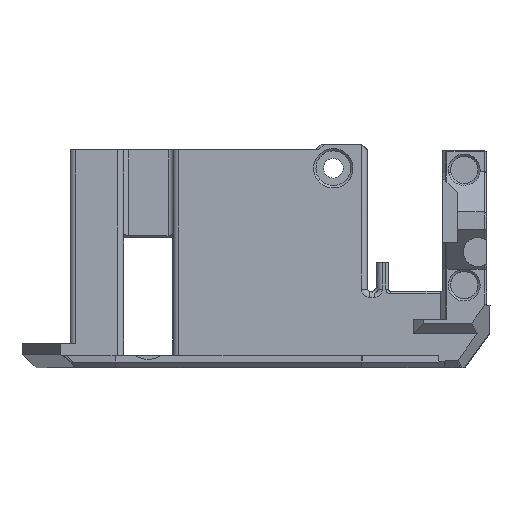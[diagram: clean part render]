
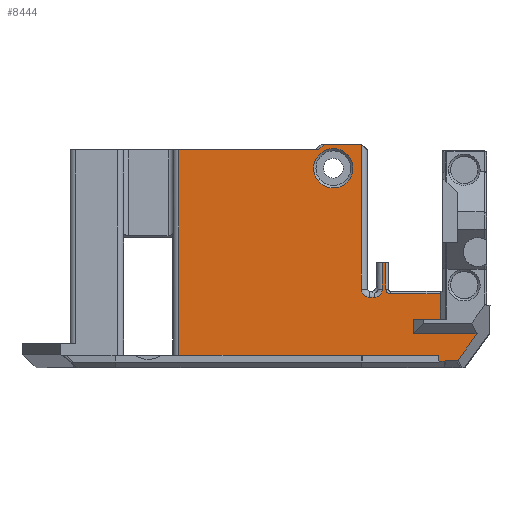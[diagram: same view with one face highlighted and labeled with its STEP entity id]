
A CAD part, left-side view. The second image highlights one B-rep face of the part: STEP entity #8444.
In plain terms, the highlighted planar face has unit normal (-1, 0, 0).
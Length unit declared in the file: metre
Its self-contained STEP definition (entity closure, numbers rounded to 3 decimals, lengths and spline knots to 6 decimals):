
#235=ELLIPSE('',#9175,0.000602,0.0004);
#236=ELLIPSE('',#9178,0.000567,0.0004);
#597=LINE('',#11802,#1354);
#607=LINE('',#11844,#1364);
#630=LINE('',#11943,#1387);
#632=LINE('',#11959,#1389);
#643=LINE('',#11997,#1400);
#650=LINE('',#12013,#1407);
#654=LINE('',#12024,#1411);
#656=LINE('',#12035,#1413);
#706=LINE('',#12328,#1463);
#924=LINE('',#14596,#1681);
#930=LINE('',#14606,#1687);
#1018=LINE('',#14909,#1775);
#1065=LINE('',#15330,#1822);
#1115=LINE('',#15750,#1872);
#1167=LINE('',#15938,#1924);
#1173=LINE('',#15951,#1930);
#1240=LINE('',#16132,#1997);
#1244=LINE('',#16142,#2001);
#1262=LINE('',#16200,#2019);
#1354=VECTOR('',#9428,1.);
#1364=VECTOR('',#9472,1.);
#1387=VECTOR('',#9543,1.);
#1389=VECTOR('',#9551,1.);
#1400=VECTOR('',#9586,1.);
#1407=VECTOR('',#9599,1.);
#1411=VECTOR('',#9607,1.);
#1413=VECTOR('',#9617,1.);
#1463=VECTOR('',#9753,1.);
#1681=VECTOR('',#10451,1.);
#1687=VECTOR('',#10461,1.);
#1775=VECTOR('',#10669,1.);
#1822=VECTOR('',#10824,1.);
#1872=VECTOR('',#10974,1.);
#1924=VECTOR('',#11162,1.);
#1930=VECTOR('',#11172,1.);
#1997=VECTOR('',#11335,1.);
#2001=VECTOR('',#11345,1.);
#2019=VECTOR('',#11421,1.);
#4288=ORIENTED_EDGE('',*,*,#4639,.F.);
#4289=ORIENTED_EDGE('',*,*,#5738,.F.);
#4290=ORIENTED_EDGE('',*,*,#5611,.T.);
#4291=ORIENTED_EDGE('',*,*,#5710,.F.);
#4292=ORIENTED_EDGE('',*,*,#5709,.F.);
#4293=ORIENTED_EDGE('',*,*,#5706,.F.);
#4294=ORIENTED_EDGE('',*,*,#5704,.F.);
#4295=ORIENTED_EDGE('',*,*,#5209,.F.);
#4296=ORIENTED_EDGE('',*,*,#4730,.F.);
#4297=ORIENTED_EDGE('',*,*,#5215,.F.);
#4298=ORIENTED_EDGE('',*,*,#4818,.F.);
#4299=ORIENTED_EDGE('',*,*,#4735,.F.);
#4300=ORIENTED_EDGE('',*,*,#4817,.F.);
#4301=ORIENTED_EDGE('',*,*,#4699,.F.);
#4302=ORIENTED_EDGE('',*,*,#4722,.T.);
#4303=ORIENTED_EDGE('',*,*,#4704,.F.);
#4304=ORIENTED_EDGE('',*,*,#4816,.F.);
#4305=ORIENTED_EDGE('',*,*,#4740,.F.);
#4306=ORIENTED_EDGE('',*,*,#4743,.F.);
#4307=ORIENTED_EDGE('',*,*,#4659,.F.);
#4308=ORIENTED_EDGE('',*,*,#4640,.F.);
#4309=ORIENTED_EDGE('',*,*,#5332,.F.);
#4310=ORIENTED_EDGE('',*,*,#5423,.T.);
#4311=ORIENTED_EDGE('',*,*,#5512,.F.);
#4312=ORIENTED_EDGE('',*,*,#5605,.F.);
#4639=EDGE_CURVE('',#5871,#5871,#6619,.T.);
#4640=EDGE_CURVE('',#5872,#5873,#597,.T.);
#4659=EDGE_CURVE('',#5873,#5887,#607,.T.);
#4699=EDGE_CURVE('',#5915,#5916,#630,.T.);
#4704=EDGE_CURVE('',#5920,#5921,#632,.T.);
#4722=EDGE_CURVE('',#5915,#5921,#643,.T.);
#4730=EDGE_CURVE('',#5938,#5939,#650,.T.);
#4735=EDGE_CURVE('',#5942,#5943,#654,.T.);
#4740=EDGE_CURVE('',#5947,#5948,#656,.T.);
#4743=EDGE_CURVE('',#5887,#5947,#6647,.T.);
#4816=EDGE_CURVE('',#5948,#5920,#6661,.T.);
#4817=EDGE_CURVE('',#5916,#5942,#6662,.T.);
#4818=EDGE_CURVE('',#5943,#6001,#706,.T.);
#5209=EDGE_CURVE('',#5939,#6239,#924,.T.);
#5215=EDGE_CURVE('',#6001,#5938,#930,.T.);
#5332=EDGE_CURVE('',#6314,#5872,#1018,.T.);
#5423=EDGE_CURVE('',#6314,#6367,#1065,.T.);
#5512=EDGE_CURVE('',#6423,#6367,#1115,.T.);
#5605=EDGE_CURVE('',#6487,#6423,#1167,.T.);
#5611=EDGE_CURVE('',#6493,#6492,#1173,.T.);
#5704=EDGE_CURVE('',#6239,#6559,#1240,.T.);
#5706=EDGE_CURVE('',#6559,#6560,#235,.T.);
#5709=EDGE_CURVE('',#6560,#6561,#1244,.T.);
#5710=EDGE_CURVE('',#6561,#6492,#236,.T.);
#5738=EDGE_CURVE('',#6493,#6487,#1262,.T.);
#5871=VERTEX_POINT('',#11800);
#5872=VERTEX_POINT('',#11803);
#5873=VERTEX_POINT('',#11804);
#5887=VERTEX_POINT('',#11845);
#5915=VERTEX_POINT('',#11942);
#5916=VERTEX_POINT('',#11944);
#5920=VERTEX_POINT('',#11958);
#5921=VERTEX_POINT('',#11960);
#5938=VERTEX_POINT('',#12014);
#5939=VERTEX_POINT('',#12015);
#5942=VERTEX_POINT('',#12023);
#5943=VERTEX_POINT('',#12025);
#5947=VERTEX_POINT('',#12034);
#5948=VERTEX_POINT('',#12036);
#6001=VERTEX_POINT('',#12329);
#6239=VERTEX_POINT('',#14597);
#6314=VERTEX_POINT('',#14908);
#6367=VERTEX_POINT('',#15329);
#6423=VERTEX_POINT('',#15749);
#6487=VERTEX_POINT('',#15937);
#6492=VERTEX_POINT('',#15950);
#6493=VERTEX_POINT('',#15952);
#6559=VERTEX_POINT('',#16133);
#6560=VERTEX_POINT('',#16137);
#6561=VERTEX_POINT('',#16141);
#6619=CIRCLE('',#8540,0.0034);
#6647=CIRCLE('',#8609,0.0014);
#6661=CIRCLE('',#8646,0.0014);
#6662=CIRCLE('',#8648,0.0008);
#7231=EDGE_LOOP('',(#4288));
#7232=EDGE_LOOP('',(#4289,#4290,#4291,#4292,#4293,#4294,#4295,#4296,#4297,
#4298,#4299,#4300,#4301,#4302,#4303,#4304,#4305,#4306,#4307,#4308,#4309,
#4310,#4311,#4312));
#7729=FACE_BOUND('',#7231,.T.);
#7730=FACE_BOUND('',#7232,.T.);
#7999=PLANE('',#9210);
#8444=ADVANCED_FACE('',(#7729,#7730),#7999,.T.);
#8540=AXIS2_PLACEMENT_3D('',#11799,#9424,#9425);
#8609=AXIS2_PLACEMENT_3D('',#12046,#9622,#9623);
#8646=AXIS2_PLACEMENT_3D('',#12324,#9745,#9746);
#8648=AXIS2_PLACEMENT_3D('',#12326,#9749,#9750);
#9175=AXIS2_PLACEMENT_3D('',#16136,#11339,#11340);
#9178=AXIS2_PLACEMENT_3D('',#16144,#11348,#11349);
#9210=AXIS2_PLACEMENT_3D('',#16209,#11433,#11434);
#9424=DIRECTION('',(-1.,0.,0.));
#9425=DIRECTION('',(0.,-1.,0.));
#9428=DIRECTION('',(0.,-1.,0.));
#9472=DIRECTION('',(0.,0.,-1.));
#9543=DIRECTION('',(0.,0.,-1.));
#9551=DIRECTION('',(0.,0.,1.));
#9586=DIRECTION('',(0.,1.,0.));
#9599=DIRECTION('',(0.,0.,-1.));
#9607=DIRECTION('',(0.,-1.,0.));
#9617=DIRECTION('',(0.,-1.,0.));
#9622=DIRECTION('',(-1.,0.,0.));
#9623=DIRECTION('',(0.,1.,0.));
#9745=DIRECTION('',(-1.,0.,0.));
#9746=DIRECTION('',(0.,1.,0.));
#9749=DIRECTION('',(-1.,0.,0.));
#9750=DIRECTION('',(0.,-1.,0.));
#9753=DIRECTION('',(0.,0.,-1.));
#10451=DIRECTION('',(0.,-1.,0.));
#10461=DIRECTION('',(0.,1.,0.));
#10669=DIRECTION('',(0.,-0.707,0.707));
#10824=DIRECTION('',(0.,1.,0.));
#10974=DIRECTION('',(0.,0.,1.));
#11162=DIRECTION('',(0.,1.,0.));
#11172=DIRECTION('',(0.,-0.984,0.176));
#11335=DIRECTION('',(0.,0.581,-0.814));
#11339=DIRECTION('',(1.,0.,0.));
#11340=DIRECTION('',(0.,0.458,0.889));
#11345=DIRECTION('',(0.,1.,0.));
#11348=DIRECTION('',(-1.,0.,0.));
#11349=DIRECTION('',(0.,0.09,-0.996));
#11421=DIRECTION('',(0.,0.,1.));
#11433=DIRECTION('',(-1.,0.,0.));
#11434=DIRECTION('',(0.,-1.,0.));
#11799=CARTESIAN_POINT('',(-0.126684,0.18142,0.034464));
#11800=CARTESIAN_POINT('',(-0.126684,0.17802,0.034464));
#11802=CARTESIAN_POINT('',(-0.126684,0.18867,0.03863));
#11803=CARTESIAN_POINT('',(-0.126684,0.182963,0.03863));
#11804=CARTESIAN_POINT('',(-0.126684,0.176554,0.03863));
#11844=CARTESIAN_POINT('',(-0.126684,0.176554,0.014308));
#11845=CARTESIAN_POINT('',(-0.126684,0.176554,0.0136));
#11942=CARTESIAN_POINT('',(-0.126684,0.172346,0.0182));
#11943=CARTESIAN_POINT('',(-0.126684,0.172346,0.0082));
#11944=CARTESIAN_POINT('',(-0.126684,0.172346,0.0136));
#11958=CARTESIAN_POINT('',(-0.126684,0.172946,0.0136));
#11959=CARTESIAN_POINT('',(-0.126684,0.172946,0.0052));
#11960=CARTESIAN_POINT('',(-0.126684,0.172946,0.0182));
#11997=CARTESIAN_POINT('',(-0.126684,0.209879,0.0182));
#12013=CARTESIAN_POINT('',(-0.126684,0.167621,0.0045));
#12014=CARTESIAN_POINT('',(-0.126684,0.167621,0.0084));
#12015=CARTESIAN_POINT('',(-0.126684,0.167621,0.0059));
#12023=CARTESIAN_POINT('',(-0.126684,0.171546,0.0128));
#12024=CARTESIAN_POINT('',(-0.126684,0.187188,0.0128));
#12025=CARTESIAN_POINT('',(-0.126684,0.162965,0.0128));
#12034=CARTESIAN_POINT('',(-0.126684,0.175154,0.0122));
#12035=CARTESIAN_POINT('',(-0.126684,0.187188,0.0122));
#12036=CARTESIAN_POINT('',(-0.126684,0.174346,0.0122));
#12046=CARTESIAN_POINT('',(-0.126684,0.175154,0.0136));
#12324=CARTESIAN_POINT('',(-0.126684,0.174346,0.0136));
#12326=CARTESIAN_POINT('',(-0.126684,0.171546,0.0136));
#12328=CARTESIAN_POINT('',(-0.126684,0.162965,0.019315));
#12329=CARTESIAN_POINT('',(-0.126684,0.162965,0.0084));
#14596=CARTESIAN_POINT('',(-0.126684,0.161641,0.0059));
#14597=CARTESIAN_POINT('',(-0.126684,0.156605,0.0059));
#14606=CARTESIAN_POINT('',(-0.126684,0.167721,0.0084));
#14908=CARTESIAN_POINT('',(-0.126684,0.183965,0.03763));
#14909=CARTESIAN_POINT('',(-0.126684,0.198941,0.022652));
#15329=CARTESIAN_POINT('',(-0.126684,0.208129,0.03763));
#15330=CARTESIAN_POINT('',(-0.126684,0.209879,0.03763));
#15749=CARTESIAN_POINT('',(-0.126684,0.208129,0.0022));
#15750=CARTESIAN_POINT('',(-0.126684,0.208129,0.020415));
#15937=CARTESIAN_POINT('',(-0.126684,0.16318,0.0022));
#15938=CARTESIAN_POINT('',(-0.126684,0.19717,0.0022));
#15950=CARTESIAN_POINT('',(-0.126684,0.162126,0.001195));
#15951=CARTESIAN_POINT('',(-0.126684,0.208044,-0.007036));
#15952=CARTESIAN_POINT('',(-0.126684,0.16318,0.001006));
#16132=CARTESIAN_POINT('',(-0.126684,0.159573,0.001745));
#16133=CARTESIAN_POINT('',(-0.126684,0.159878,0.001318));
#16136=CARTESIAN_POINT('',(-0.126684,0.160253,0.001766));
#16137=CARTESIAN_POINT('',(-0.126684,0.160108,0.0012));
#16141=CARTESIAN_POINT('',(-0.126684,0.162075,0.0012));
#16142=CARTESIAN_POINT('',(-0.126684,0.200768,0.0012));
#16144=CARTESIAN_POINT('',(-0.126684,0.162101,0.000634));
#16200=CARTESIAN_POINT('',(-0.126684,0.16318,0.0024));
#16209=CARTESIAN_POINT('',(-0.126684,0.209879,0.0032));
